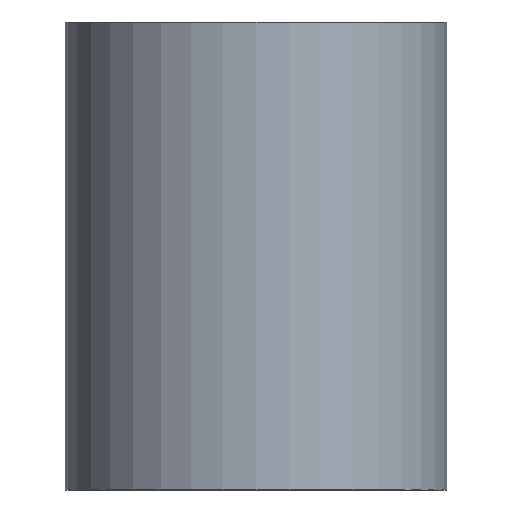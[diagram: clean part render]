
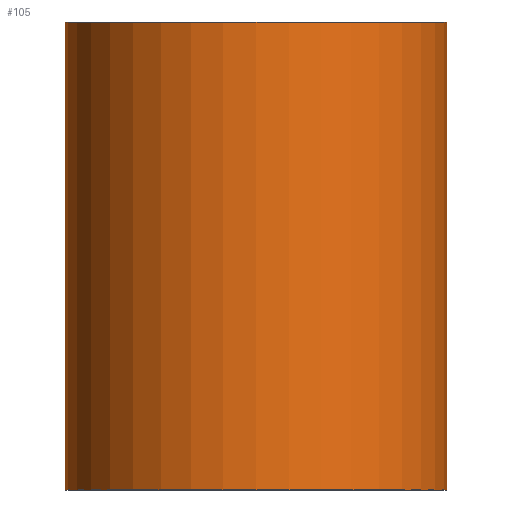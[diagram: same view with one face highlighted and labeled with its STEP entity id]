
A CAD part, front view. The second image highlights one B-rep face of the part: STEP entity #105.
In plain terms, the highlighted cylindrical face has radius 550 mm (diameter 1100 mm), a full revolution.
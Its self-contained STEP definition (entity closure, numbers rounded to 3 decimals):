
#39 = DIRECTION ( 'NONE',  ( 0., 0., 1. ) ) ;
#105 = ADVANCED_FACE ( 'NONE', ( #134, #987 ), #225, .T. ) ;
#134 = FACE_OUTER_BOUND ( 'NONE', #691, .T. ) ;
#169 = CARTESIAN_POINT ( 'NONE',  ( 550., 0., 0. ) ) ;
#221 = EDGE_LOOP ( 'NONE', ( #928 ) ) ;
#225 = CYLINDRICAL_SURFACE ( 'NONE', #846, 550. ) ;
#267 = DIRECTION ( 'NONE',  ( 0., 0., 1. ) ) ;
#273 = CARTESIAN_POINT ( 'NONE',  ( 0., 0., 0. ) ) ;
#456 = CARTESIAN_POINT ( 'NONE',  ( 0., 0., 1350. ) ) ;
#691 = EDGE_LOOP ( 'NONE', ( #1037 ) ) ;
#701 = DIRECTION ( 'NONE',  ( 1., 0., 0. ) ) ;
#767 = VERTEX_POINT ( 'NONE', #169 ) ;
#811 = CARTESIAN_POINT ( 'NONE',  ( 0., 0., 0. ) ) ;
#840 = AXIS2_PLACEMENT_3D ( 'NONE', #273, #39, #701 ) ;
#846 = AXIS2_PLACEMENT_3D ( 'NONE', #811, #267, #1035 ) ;
#924 = VERTEX_POINT ( 'NONE', #990 ) ;
#928 = ORIENTED_EDGE ( 'NONE', *, *, #1211, .F. ) ;
#955 = EDGE_CURVE ( 'NONE', #767, #767, #1274, .T. ) ;
#987 = FACE_OUTER_BOUND ( 'NONE', #221, .T. ) ;
#990 = CARTESIAN_POINT ( 'NONE',  ( 550., 0., 1350. ) ) ;
#1035 = DIRECTION ( 'NONE',  ( 1., 0., 0. ) ) ;
#1037 = ORIENTED_EDGE ( 'NONE', *, *, #955, .T. ) ;
#1137 = CIRCLE ( 'NONE', #1286, 550. ) ;
#1211 = EDGE_CURVE ( 'NONE', #924, #924, #1137, .T. ) ;
#1215 = DIRECTION ( 'NONE',  ( 0., 0., 1. ) ) ;
#1274 = CIRCLE ( 'NONE', #840, 550. ) ;
#1286 = AXIS2_PLACEMENT_3D ( 'NONE', #456, #1215, #1343 ) ;
#1343 = DIRECTION ( 'NONE',  ( 1., 0., 0. ) ) ;
